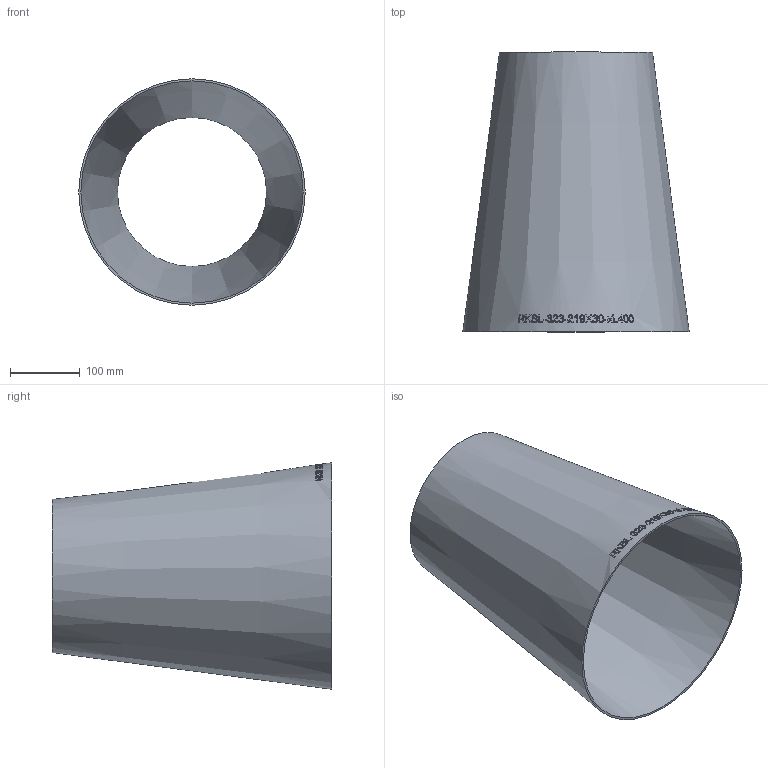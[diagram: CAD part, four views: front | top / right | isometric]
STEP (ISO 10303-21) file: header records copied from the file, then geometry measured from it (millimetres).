
FILE_DESCRIPTION (( 'STEP AP214' ), '1' );
FILE_NAME ('RKSL-323-219X30-xL400 Reduzierung Sonderlänge 2007.STEP', '2020-07-24T10:35:44', ( '' ), ( '' ), 'SwSTEP 2.0', 'SolidWorks 2019', '' );
FILE_SCHEMA (( 'AUTOMOTIVE_DESIGN' ));
Length unit declared in the file: millimetre
Products named in the file (1): RKSL-323-219X30-xL400 Reduzierung Sonderlänge 2007
Bounding box: 323.9 x 400 x 323.9 mm (x, y, z)
Volume: 1021220.1 mm3; surface area: 685659.9 mm2
Topology: 1 solids, 1 shells, 275 faces, 738 edges, 492 vertices
Faces by surface type: bspline 244, cone 29, plane 2
Entity records: 48918 total; most frequent: CARTESIAN_POINT 41259, ORIENTED_EDGE 1472, EDGE_CURVE 736, B_SPLINE_CURVE_WITH_KNOTS 732, VERTEX_POINT 492, EDGE_LOOP 306, FACE_OUTER_BOUND 275, ADVANCED_FACE 275
